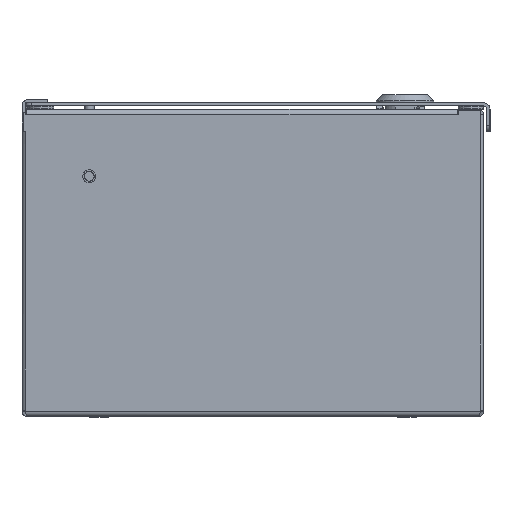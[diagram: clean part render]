
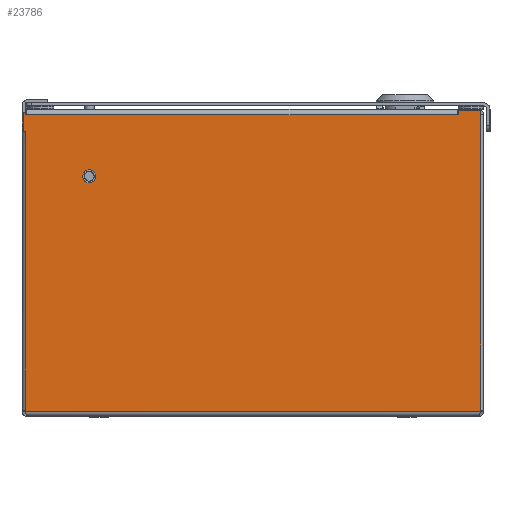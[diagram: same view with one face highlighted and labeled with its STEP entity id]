
A CAD part, left-side view. The second image highlights one B-rep face of the part: STEP entity #23786.
In plain terms, the highlighted planar face has unit normal (-1, 0, 0).
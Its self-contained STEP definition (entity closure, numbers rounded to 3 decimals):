
#376 = CARTESIAN_POINT ( 'NONE',  ( -6., -4.009, 5.955 ) ) ;
#508 = VECTOR ( 'NONE', #1325, 39.37 ) ;
#532 = VERTEX_POINT ( 'NONE', #12677 ) ;
#715 = DIRECTION ( 'NONE',  ( 0., -0.174, -0.985 ) ) ;
#909 = LINE ( 'NONE', #7396, #7864 ) ;
#1133 = VERTEX_POINT ( 'NONE', #24300 ) ;
#1325 = DIRECTION ( 'NONE',  ( 0., 0., -1. ) ) ;
#1343 = LINE ( 'NONE', #14320, #9416 ) ;
#1610 = CARTESIAN_POINT ( 'NONE',  ( -6., 4.45, 5.565 ) ) ;
#1748 = CIRCLE ( 'NONE', #7271, 0.02 ) ;
#1968 = EDGE_CURVE ( 'NONE', #26669, #19436, #3832, .T. ) ;
#2393 = EDGE_CURVE ( 'NONE', #31166, #24348, #16284, .T. ) ;
#2405 = EDGE_CURVE ( 'NONE', #26653, #31966, #22987, .T. ) ;
#2552 = DIRECTION ( 'NONE',  ( 0., 1., 0. ) ) ;
#3101 = ORIENTED_EDGE ( 'NONE', *, *, #9978, .F. ) ;
#3219 = CARTESIAN_POINT ( 'NONE',  ( -6., 4.41, 5.888 ) ) ;
#3236 = EDGE_CURVE ( 'NONE', #532, #19607, #36810, .T. ) ;
#3795 = DIRECTION ( 'NONE',  ( 0., -1., 0. ) ) ;
#3832 = LINE ( 'NONE', #376, #5879 ) ;
#3939 = CIRCLE ( 'NONE', #16381, 0.097 ) ;
#4112 = CARTESIAN_POINT ( 'NONE',  ( -6., 4.5, 0. ) ) ;
#4526 = ORIENTED_EDGE ( 'NONE', *, *, #26847, .F. ) ;
#4743 = ORIENTED_EDGE ( 'NONE', *, *, #1968, .F. ) ;
#5247 = CARTESIAN_POINT ( 'NONE',  ( -6., -4.42, 5.97 ) ) ;
#5603 = CARTESIAN_POINT ( 'NONE',  ( -6., 0., 5.94 ) ) ;
#5875 = AXIS2_PLACEMENT_3D ( 'NONE', #4112, #27031, #23585 ) ;
#5879 = VECTOR ( 'NONE', #9675, 39.37 ) ;
#6538 = DIRECTION ( 'NONE',  ( 0., 0., 1. ) ) ;
#6899 = CARTESIAN_POINT ( 'NONE',  ( -6., -4.029, 5.97 ) ) ;
#7271 = AXIS2_PLACEMENT_3D ( 'NONE', #11437, #37613, #21400 ) ;
#7396 = CARTESIAN_POINT ( 'NONE',  ( -6., -4.44, 0. ) ) ;
#7594 = CARTESIAN_POINT ( 'NONE',  ( -6., 3.19, 4.69 ) ) ;
#7864 = VECTOR ( 'NONE', #6538, 39.37 ) ;
#8047 = ORIENTED_EDGE ( 'NONE', *, *, #29807, .F. ) ;
#8829 = VECTOR ( 'NONE', #2552, 39.37 ) ;
#9229 = DIRECTION ( 'NONE',  ( 0., 1., 0. ) ) ;
#9291 = CARTESIAN_POINT ( 'NONE',  ( -6., -4.44, 0.112 ) ) ;
#9416 = VECTOR ( 'NONE', #27519, 39.37 ) ;
#9675 = DIRECTION ( 'NONE',  ( 0., 0., 1. ) ) ;
#9978 = EDGE_CURVE ( 'NONE', #11901, #33778, #39865, .T. ) ;
#10013 = AXIS2_PLACEMENT_3D ( 'NONE', #31391, #24286, #28354 ) ;
#10239 = CARTESIAN_POINT ( 'NONE',  ( -6., 4.44, 5.565 ) ) ;
#10697 = EDGE_LOOP ( 'NONE', ( #15078, #28409, #4743, #30100, #24398, #39813, #12295, #27633, #8047, #23929, #14881, #37445, #3101, #29370, #22634, #40668, #4526 ) ) ;
#11212 = CARTESIAN_POINT ( 'NONE',  ( -6., 4.44, 0.112 ) ) ;
#11437 = CARTESIAN_POINT ( 'NONE',  ( -6., 4.45, 5.585 ) ) ;
#11668 = DIRECTION ( 'NONE',  ( 0., -1., 0. ) ) ;
#11901 = VERTEX_POINT ( 'NONE', #10239 ) ;
#12025 = CARTESIAN_POINT ( 'NONE',  ( -6., 4.47, 5.585 ) ) ;
#12295 = ORIENTED_EDGE ( 'NONE', *, *, #16841, .F. ) ;
#12677 = CARTESIAN_POINT ( 'NONE',  ( -6., 4.435, 5.94 ) ) ;
#12829 = VECTOR ( 'NONE', #715, 39.37 ) ;
#13164 = VECTOR ( 'NONE', #24376, 39.37 ) ;
#13694 = CARTESIAN_POINT ( 'NONE',  ( -6., 4.455, 5.565 ) ) ;
#14320 = CARTESIAN_POINT ( 'NONE',  ( -6., 4.47, 0. ) ) ;
#14881 = ORIENTED_EDGE ( 'NONE', *, *, #33983, .T. ) ;
#14937 = LINE ( 'NONE', #21218, #508 ) ;
#15078 = ORIENTED_EDGE ( 'NONE', *, *, #2405, .T. ) ;
#15196 = CARTESIAN_POINT ( 'NONE',  ( -6., -4.009, 5.94 ) ) ;
#16284 = LINE ( 'NONE', #22777, #16966 ) ;
#16381 = AXIS2_PLACEMENT_3D ( 'NONE', #7594, #28130, #40682 ) ;
#16841 = EDGE_CURVE ( 'NONE', #19607, #25066, #25498, .T. ) ;
#16966 = VECTOR ( 'NONE', #19957, 39.37 ) ;
#18392 = CARTESIAN_POINT ( 'NONE',  ( -6., -4., 5.888 ) ) ;
#19224 = EDGE_CURVE ( 'NONE', #26669, #31166, #41639, .T. ) ;
#19436 = VERTEX_POINT ( 'NONE', #27980 ) ;
#19607 = VERTEX_POINT ( 'NONE', #26591 ) ;
#19720 = VECTOR ( 'NONE', #29261, 39.37 ) ;
#19957 = DIRECTION ( 'NONE',  ( 0., 1., 0. ) ) ;
#21058 = VERTEX_POINT ( 'NONE', #34240 ) ;
#21218 = CARTESIAN_POINT ( 'NONE',  ( -6., 4.44, 0. ) ) ;
#21400 = DIRECTION ( 'NONE',  ( 0., 0., 1. ) ) ;
#21875 = CARTESIAN_POINT ( 'NONE',  ( -6., -4.44, 5.95 ) ) ;
#21926 = CIRCLE ( 'NONE', #32265, 0.02 ) ;
#22213 = EDGE_CURVE ( 'NONE', #41926, #23534, #909, .T. ) ;
#22634 = ORIENTED_EDGE ( 'NONE', *, *, #27436, .F. ) ;
#22777 = CARTESIAN_POINT ( 'NONE',  ( -6., -3.992, 5.888 ) ) ;
#22987 = LINE ( 'NONE', #33128, #19720 ) ;
#23219 = ORIENTED_EDGE ( 'NONE', *, *, #30968, .T. ) ;
#23492 = EDGE_CURVE ( 'NONE', #19436, #31966, #39714, .T. ) ;
#23534 = VERTEX_POINT ( 'NONE', #21875 ) ;
#23585 = DIRECTION ( 'NONE',  ( 0., 0., 1. ) ) ;
#23786 = ADVANCED_FACE ( 'NONE', ( #26824, #40008 ), #36122, .T. ) ;
#23851 = EDGE_CURVE ( 'NONE', #33778, #34839, #1748, .T. ) ;
#23929 = ORIENTED_EDGE ( 'NONE', *, *, #25017, .F. ) ;
#24286 = DIRECTION ( 'NONE',  ( 1., 0., 0. ) ) ;
#24300 = CARTESIAN_POINT ( 'NONE',  ( -6., 4.45, 5.94 ) ) ;
#24348 = VERTEX_POINT ( 'NONE', #41759 ) ;
#24376 = DIRECTION ( 'NONE',  ( 0., 0.174, -0.985 ) ) ;
#24398 = ORIENTED_EDGE ( 'NONE', *, *, #2393, .T. ) ;
#24605 = VECTOR ( 'NONE', #11668, 39.37 ) ;
#25017 = EDGE_CURVE ( 'NONE', #29172, #1133, #35727, .T. ) ;
#25066 = VERTEX_POINT ( 'NONE', #3219 ) ;
#25498 = LINE ( 'NONE', #32189, #34600 ) ;
#26110 = CARTESIAN_POINT ( 'NONE',  ( -6., 4.5, 5.888 ) ) ;
#26591 = CARTESIAN_POINT ( 'NONE',  ( -6., 4.426, 5.888 ) ) ;
#26653 = VERTEX_POINT ( 'NONE', #5247 ) ;
#26669 = VERTEX_POINT ( 'NONE', #15196 ) ;
#26781 = DIRECTION ( 'NONE',  ( 1., 0., 0. ) ) ;
#26824 = FACE_BOUND ( 'NONE', #35517, .T. ) ;
#26847 = EDGE_CURVE ( 'NONE', #26653, #23534, #21926, .T. ) ;
#26878 = CARTESIAN_POINT ( 'NONE',  ( -6., 4.43, 5.914 ) ) ;
#26953 = EDGE_CURVE ( 'NONE', #11901, #37866, #14937, .T. ) ;
#27031 = DIRECTION ( 'NONE',  ( -1., 0., 0. ) ) ;
#27436 = EDGE_CURVE ( 'NONE', #41926, #37866, #29354, .T. ) ;
#27519 = DIRECTION ( 'NONE',  ( 0., 0., -1. ) ) ;
#27537 = DIRECTION ( 'NONE',  ( 0., 1., 0. ) ) ;
#27633 = ORIENTED_EDGE ( 'NONE', *, *, #3236, .F. ) ;
#27980 = CARTESIAN_POINT ( 'NONE',  ( -6., -4.009, 5.95 ) ) ;
#28130 = DIRECTION ( 'NONE',  ( 1., 0., 0. ) ) ;
#28354 = DIRECTION ( 'NONE',  ( 0., 0., 1. ) ) ;
#28409 = ORIENTED_EDGE ( 'NONE', *, *, #23492, .F. ) ;
#29172 = VERTEX_POINT ( 'NONE', #36828 ) ;
#29261 = DIRECTION ( 'NONE',  ( 0., 1., 0. ) ) ;
#29354 = LINE ( 'NONE', #32380, #8829 ) ;
#29370 = ORIENTED_EDGE ( 'NONE', *, *, #26953, .T. ) ;
#29462 = DIRECTION ( 'NONE',  ( 1., 0., 0. ) ) ;
#29605 = CARTESIAN_POINT ( 'NONE',  ( -6., 4.45, 5.92 ) ) ;
#29807 = EDGE_CURVE ( 'NONE', #1133, #532, #35233, .T. ) ;
#29811 = DIRECTION ( 'NONE',  ( 0., 0., 1. ) ) ;
#30100 = ORIENTED_EDGE ( 'NONE', *, *, #19224, .T. ) ;
#30968 = EDGE_CURVE ( 'NONE', #21058, #21058, #3939, .T. ) ;
#31166 = VERTEX_POINT ( 'NONE', #18392 ) ;
#31391 = CARTESIAN_POINT ( 'NONE',  ( -6., -4.029, 5.95 ) ) ;
#31966 = VERTEX_POINT ( 'NONE', #6899 ) ;
#32189 = CARTESIAN_POINT ( 'NONE',  ( -6., 4.418, 5.888 ) ) ;
#32265 = AXIS2_PLACEMENT_3D ( 'NONE', #35943, #29462, #32900 ) ;
#32380 = CARTESIAN_POINT ( 'NONE',  ( -6., 4.5, 0.112 ) ) ;
#32900 = DIRECTION ( 'NONE',  ( 0., 0., 1. ) ) ;
#33128 = CARTESIAN_POINT ( 'NONE',  ( -6., 4.5, 5.97 ) ) ;
#33778 = VERTEX_POINT ( 'NONE', #1610 ) ;
#33983 = EDGE_CURVE ( 'NONE', #29172, #34839, #1343, .T. ) ;
#34240 = CARTESIAN_POINT ( 'NONE',  ( -6., 3.19, 4.787 ) ) ;
#34600 = VECTOR ( 'NONE', #3795, 39.37 ) ;
#34730 = CARTESIAN_POINT ( 'NONE',  ( -6., -4.004, 5.914 ) ) ;
#34839 = VERTEX_POINT ( 'NONE', #12025 ) ;
#35233 = LINE ( 'NONE', #5603, #24605 ) ;
#35517 = EDGE_LOOP ( 'NONE', ( #23219 ) ) ;
#35727 = CIRCLE ( 'NONE', #41955, 0.02 ) ;
#35825 = EDGE_CURVE ( 'NONE', #24348, #25066, #38850, .T. ) ;
#35943 = CARTESIAN_POINT ( 'NONE',  ( -6., -4.42, 5.95 ) ) ;
#36122 = PLANE ( 'NONE',  #5875 ) ;
#36810 = LINE ( 'NONE', #26878, #12829 ) ;
#36828 = CARTESIAN_POINT ( 'NONE',  ( -6., 4.47, 5.92 ) ) ;
#37445 = ORIENTED_EDGE ( 'NONE', *, *, #23851, .F. ) ;
#37613 = DIRECTION ( 'NONE',  ( 1., 0., 0. ) ) ;
#37866 = VERTEX_POINT ( 'NONE', #11212 ) ;
#38688 = VECTOR ( 'NONE', #9229, 39.37 ) ;
#38850 = LINE ( 'NONE', #26110, #38688 ) ;
#39714 = CIRCLE ( 'NONE', #10013, 0.02 ) ;
#39813 = ORIENTED_EDGE ( 'NONE', *, *, #35825, .T. ) ;
#39865 = LINE ( 'NONE', #13694, #40189 ) ;
#40008 = FACE_OUTER_BOUND ( 'NONE', #10697, .T. ) ;
#40189 = VECTOR ( 'NONE', #27537, 39.37 ) ;
#40668 = ORIENTED_EDGE ( 'NONE', *, *, #22213, .T. ) ;
#40682 = DIRECTION ( 'NONE',  ( 0., 0., 1. ) ) ;
#41639 = LINE ( 'NONE', #34730, #13164 ) ;
#41759 = CARTESIAN_POINT ( 'NONE',  ( -6., -3.984, 5.888 ) ) ;
#41926 = VERTEX_POINT ( 'NONE', #9291 ) ;
#41955 = AXIS2_PLACEMENT_3D ( 'NONE', #29605, #26781, #29811 ) ;
